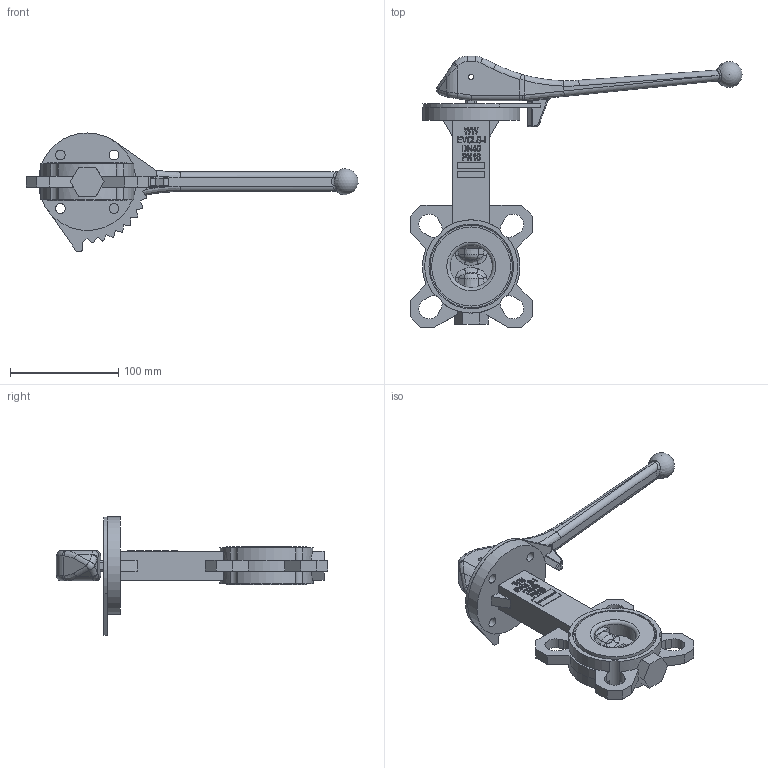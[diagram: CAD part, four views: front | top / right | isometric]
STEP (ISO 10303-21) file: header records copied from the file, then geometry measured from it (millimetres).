
FILE_DESCRIPTION(/* description */ ('STEP AP214'),/* implementation_level */ '2;1');
FILE_NAME(/* name */ '2311bs40_stp_1.step',/* time_stamp */ '2025-10-23T13:15:23+02:00',/* author */ (''),/* organization */ (''),/* preprocessor_version */ 'ST-DEVELOPER v20.1',/* originating_system */ 'Autodesk Translation Framework v14.17.0.0',/* authorisation */ '');
FILE_SCHEMA (('AUTOMOTIVE_DESIGN { 1 0 10303 214 3 1 1 }'));
Length unit declared in the file: millimetre
Products named in the file (2): EVCLS-i DN40 PN16 F07-L10; EV-SERIES LEVER L1
Assembly tree (1 placements, depth 2):
  EVCLS-i DN40 PN16 F07-L10
    EV-SERIES LEVER L1
Bounding box: 306.41 x 250.5 x 109 mm (x, y, z)
Volume: 495870.2 mm3; surface area: 106405.1 mm2
Topology: 2 solids, 2 shells, 593 faces, 1574 edges, 998 vertices
Faces by surface type: plane 304, bspline 127, cylinder 102, torus 40, cone 12, sphere 8
Full cylindrical faces by diameter (mm): 5 x2, 9 x4, 12 x1, 16 x1, 39.1 x1, 55 x1, 73 x2, 78 x2, 90 x1
Entity records: 26494 total; most frequent: CARTESIAN_POINT 11860, ORIENTED_EDGE 3120, DIRECTION 2637, EDGE_CURVE 1560, VERTEX_POINT 998, LINE 913, VECTOR 913, AXIS2_PLACEMENT_3D 862
